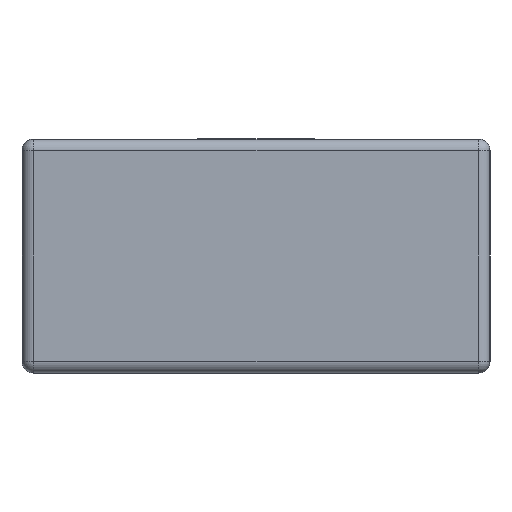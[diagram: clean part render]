
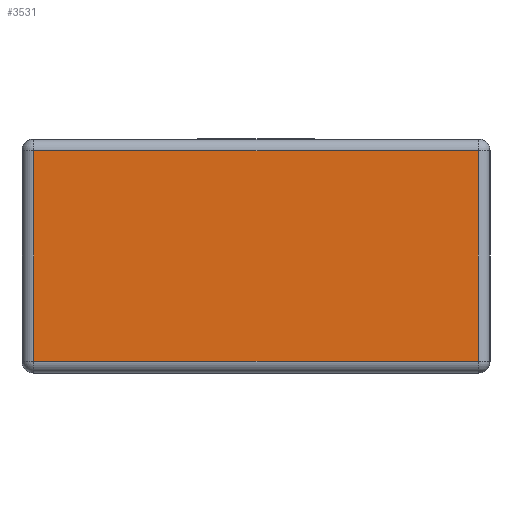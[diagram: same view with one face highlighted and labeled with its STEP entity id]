
A CAD part, left-side view. The second image highlights one B-rep face of the part: STEP entity #3531.
In plain terms, the highlighted planar face has unit normal (-1, 0, 0).
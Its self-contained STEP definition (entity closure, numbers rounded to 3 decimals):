
#748=ORIENTED_EDGE('',*,*,#1493,.T.);
#749=ORIENTED_EDGE('',*,*,#1494,.T.);
#750=ORIENTED_EDGE('',*,*,#1495,.T.);
#751=ORIENTED_EDGE('',*,*,#1496,.T.);
#1493=EDGE_CURVE('',#1907,#1908,#2248,.F.);
#1494=EDGE_CURVE('',#1908,#1909,#2249,.T.);
#1495=EDGE_CURVE('',#1909,#1910,#2250,.T.);
#1496=EDGE_CURVE('',#1910,#1907,#2251,.F.);
#1907=VERTEX_POINT('',#5674);
#1908=VERTEX_POINT('',#5675);
#1909=VERTEX_POINT('',#5677);
#1910=VERTEX_POINT('',#5679);
#2248=LINE('',#5673,#2604);
#2249=LINE('',#5676,#2605);
#2250=LINE('',#5678,#2606);
#2251=LINE('',#5680,#2607);
#2604=VECTOR('',#4597,1000.);
#2605=VECTOR('',#4598,1000.);
#2606=VECTOR('',#4599,1000.);
#2607=VECTOR('',#4600,1000.);
#2892=EDGE_LOOP('',(#748,#749,#750,#751));
#3138=FACE_BOUND('',#2892,.T.);
#3346=PLANE('',#3865);
#3531=ADVANCED_FACE('',(#3138),#3346,.F.);
#3865=AXIS2_PLACEMENT_3D('',#5672,#4595,#4596);
#4595=DIRECTION('',(1.,0.,0.));
#4596=DIRECTION('',(0.,0.,-1.));
#4597=DIRECTION('',(0.,-1.,0.));
#4598=DIRECTION('',(0.,0.,-1.));
#4599=DIRECTION('',(0.,-1.,0.));
#4600=DIRECTION('',(0.,0.,-1.));
#5672=CARTESIAN_POINT('',(-4.5,1.,0.5));
#5673=CARTESIAN_POINT('',(-4.5,1.,0.45));
#5674=CARTESIAN_POINT('',(-4.5,-0.95,0.45));
#5675=CARTESIAN_POINT('',(-4.5,0.95,0.45));
#5676=CARTESIAN_POINT('',(-4.5,0.95,0.5));
#5677=CARTESIAN_POINT('',(-4.5,0.95,-0.45));
#5678=CARTESIAN_POINT('',(-4.5,1.,-0.45));
#5679=CARTESIAN_POINT('',(-4.5,-0.95,-0.45));
#5680=CARTESIAN_POINT('',(-4.5,-0.95,0.5));
